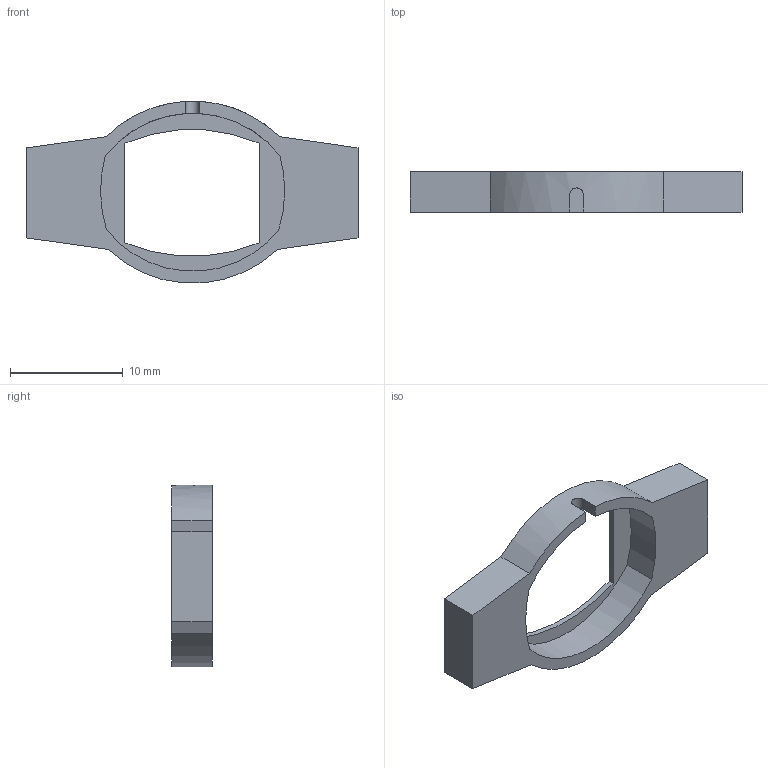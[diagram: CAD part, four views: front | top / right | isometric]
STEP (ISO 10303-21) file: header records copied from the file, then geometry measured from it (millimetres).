
FILE_DESCRIPTION(/* description */ (''),/* implementation_level */ '2;1');
FILE_NAME(/* name */ 'Main.stp',/* time_stamp */ '2021-03-09T17:43:40+01:00',/* author */ ('Bergi'),/* organization */ (''),/* preprocessor_version */ 'ST-DEVELOPER v17',/* originating_system */ 'Autodesk Inventor 2019',/* authorisation */ '');
FILE_SCHEMA (('AUTOMOTIVE_DESIGN { 1 0 10303 214 3 1 1 }'));
Length unit declared in the file: millimetre
Products named in the file (1): Main
Bounding box: 29.51 x 3.6 x 16.15 mm (x, y, z)
Volume: 604.2 mm3; surface area: 896.5 mm2
Topology: 1 solids, 1 shells, 22 faces, 60 edges, 40 vertices
Faces by surface type: plane 13, cylinder 9
Entity records: 775 total; most frequent: CARTESIAN_POINT 157, DIRECTION 122, ORIENTED_EDGE 120, EDGE_CURVE 60, AXIS2_PLACEMENT_3D 41, LINE 40, VECTOR 40, VERTEX_POINT 40
